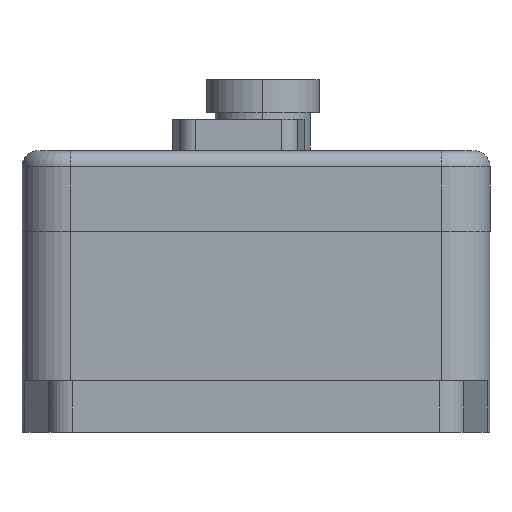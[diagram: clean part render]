
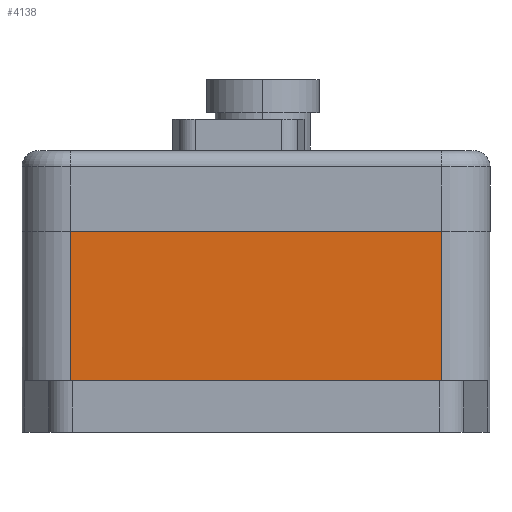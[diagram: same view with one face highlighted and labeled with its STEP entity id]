
A CAD part, left-side view. The second image highlights one B-rep face of the part: STEP entity #4138.
In plain terms, the highlighted planar face has unit normal (-1, 0, 0).
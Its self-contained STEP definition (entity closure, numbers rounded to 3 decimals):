
#9 = FACE_OUTER_BOUND ( 'NONE', #8341, .T. ) ;
#386 = CARTESIAN_POINT ( 'NONE',  ( -53.369, 41.919, 70.75 ) ) ;
#1443 = LINE ( 'NONE', #12494, #14193 ) ;
#1928 = VERTEX_POINT ( 'NONE', #6178 ) ;
#2306 = VECTOR ( 'NONE', #2709, 1000. ) ;
#2646 = VERTEX_POINT ( 'NONE', #7373 ) ;
#2709 = DIRECTION ( 'NONE',  ( 0., 0., 1. ) ) ;
#3087 = CARTESIAN_POINT ( 'NONE',  ( -53.369, 47.919, 70.75 ) ) ;
#4138 = ADVANCED_FACE ( 'NONE', ( #9 ), #15215, .F. ) ;
#4396 = EDGE_CURVE ( 'NONE', #7303, #1928, #11394, .T. ) ;
#4989 = ORIENTED_EDGE ( 'NONE', *, *, #12018, .T. ) ;
#5571 = LINE ( 'NONE', #13020, #13544 ) ;
#5700 = DIRECTION ( 'NONE',  ( 0., 1., 0. ) ) ;
#6178 = CARTESIAN_POINT ( 'NONE',  ( -53.369, -4.081, 70.75 ) ) ;
#7231 = CARTESIAN_POINT ( 'NONE',  ( -53.369, 47.919, 70.75 ) ) ;
#7303 = VERTEX_POINT ( 'NONE', #386 ) ;
#7373 = CARTESIAN_POINT ( 'NONE',  ( -53.369, -4.081, 52.25 ) ) ;
#7443 = CARTESIAN_POINT ( 'NONE',  ( -53.369, 41.919, 52.25 ) ) ;
#8119 = DIRECTION ( 'NONE',  ( 0., 0., -1. ) ) ;
#8341 = EDGE_LOOP ( 'NONE', ( #15464, #4989, #10587, #11658 ) ) ;
#8580 = DIRECTION ( 'NONE',  ( 0., -1., 0. ) ) ;
#9198 = DIRECTION ( 'NONE',  ( 1., 0., 0. ) ) ;
#10013 = CARTESIAN_POINT ( 'NONE',  ( -53.369, -4.081, 70.75 ) ) ;
#10052 = EDGE_CURVE ( 'NONE', #2646, #1928, #14898, .T. ) ;
#10587 = ORIENTED_EDGE ( 'NONE', *, *, #10052, .T. ) ;
#11101 = AXIS2_PLACEMENT_3D ( 'NONE', #3087, #9198, #5700 ) ;
#11394 = LINE ( 'NONE', #7231, #15031 ) ;
#11658 = ORIENTED_EDGE ( 'NONE', *, *, #4396, .F. ) ;
#12018 = EDGE_CURVE ( 'NONE', #13616, #2646, #1443, .T. ) ;
#12494 = CARTESIAN_POINT ( 'NONE',  ( -53.369, 47.919, 52.25 ) ) ;
#13020 = CARTESIAN_POINT ( 'NONE',  ( -53.369, 41.919, 70.75 ) ) ;
#13281 = DIRECTION ( 'NONE',  ( 0., -1., 0. ) ) ;
#13544 = VECTOR ( 'NONE', #8119, 1000. ) ;
#13616 = VERTEX_POINT ( 'NONE', #7443 ) ;
#14193 = VECTOR ( 'NONE', #8580, 1000. ) ;
#14898 = LINE ( 'NONE', #10013, #2306 ) ;
#14994 = EDGE_CURVE ( 'NONE', #7303, #13616, #5571, .T. ) ;
#15031 = VECTOR ( 'NONE', #13281, 1000. ) ;
#15215 = PLANE ( 'NONE',  #11101 ) ;
#15464 = ORIENTED_EDGE ( 'NONE', *, *, #14994, .T. ) ;
